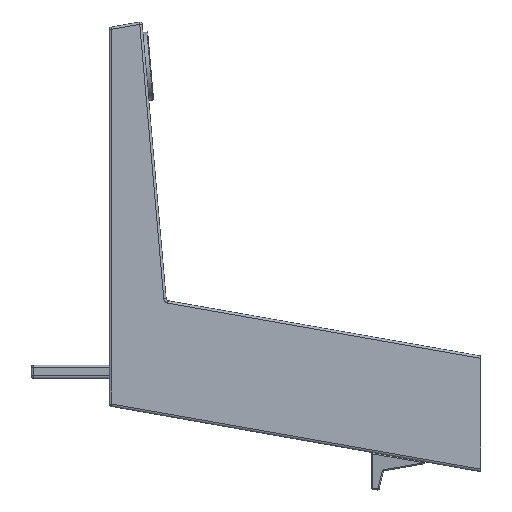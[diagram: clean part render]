
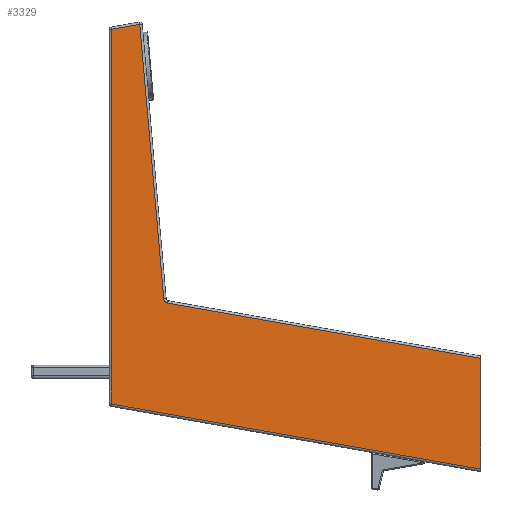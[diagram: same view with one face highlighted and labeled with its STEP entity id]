
A CAD part, left-side view. The second image highlights one B-rep face of the part: STEP entity #3329.
In plain terms, the highlighted planar face has unit normal (-1, -0.004, 0.022).
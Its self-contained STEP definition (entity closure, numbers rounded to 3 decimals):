
#5 = EDGE_CURVE ( 'NONE', #3033, #1642, #79, .T. ) ;
#79 = LINE ( 'NONE', #833, #2757 ) ;
#235 = CARTESIAN_POINT ( 'NONE',  ( -24.977, 153.996, 4.076 ) ) ;
#285 = PLANE ( 'NONE',  #1576 ) ;
#464 = VECTOR ( 'NONE', #906, 1000. ) ;
#492 = FACE_OUTER_BOUND ( 'NONE', #3542, .T. ) ;
#715 = ORIENTED_EDGE ( 'NONE', *, *, #4564, .T. ) ;
#832 = VECTOR ( 'NONE', #1276, 1000. ) ;
#833 = CARTESIAN_POINT ( 'NONE',  ( -24.977, 77.322, -9.444 ) ) ;
#901 = EDGE_CURVE ( 'NONE', #3028, #3033, #3751, .T. ) ;
#906 = DIRECTION ( 'NONE',  ( -0.008, 0.985, -0.174 ) ) ;
#1001 = CARTESIAN_POINT ( 'NONE',  ( -21.421, 142.197, 162.348 ) ) ;
#1028 = CARTESIAN_POINT ( 'NONE',  ( -24.977, 0., -23.078 ) ) ;
#1130 = DIRECTION ( 'NONE',  ( 0.022, 0., 1. ) ) ;
#1276 = DIRECTION ( 'NONE',  ( 0., 0.985, 0.174 ) ) ;
#1344 = DIRECTION ( 'NONE',  ( 0., -0.985, -0.174 ) ) ;
#1349 = CARTESIAN_POINT ( 'NONE',  ( -23.919, 132.188, 47.937 ) ) ;
#1424 = LINE ( 'NONE', #2931, #464 ) ;
#1425 = EDGE_CURVE ( 'NONE', #2837, #2976, #3519, .T. ) ;
#1576 = AXIS2_PLACEMENT_3D ( 'NONE', #4714, #4759, #3220 ) ;
#1642 = VERTEX_POINT ( 'NONE', #1028 ) ;
#1645 = CARTESIAN_POINT ( 'NONE',  ( -23.245, 153.996, 82.171 ) ) ;
#2297 = ORIENTED_EDGE ( 'NONE', *, *, #4416, .T. ) ;
#2498 = DIRECTION ( 'NONE',  ( -0.022, 0., -1. ) ) ;
#2719 = CARTESIAN_POINT ( 'NONE',  ( -23.952, 130.542, 46.142 ) ) ;
#2757 = VECTOR ( 'NONE', #1344, 1000. ) ;
#2837 = VERTEX_POINT ( 'NONE', #1349 ) ;
#2931 = CARTESIAN_POINT ( 'NONE',  ( -21.467, 148.097, 161.308 ) ) ;
#2944 = LINE ( 'NONE', #4648, #832 ) ;
#2976 = VERTEX_POINT ( 'NONE', #1001 ) ;
#3028 = VERTEX_POINT ( 'NONE', #3912 ) ;
#3033 = VERTEX_POINT ( 'NONE', #235 ) ;
#3143 = CARTESIAN_POINT ( 'NONE',  ( -23.952, 131.187, 46.256 ) ) ;
#3220 = DIRECTION ( 'NONE',  ( 0.004, -1., 0. ) ) ;
#3271 = B_SPLINE_CURVE_WITH_KNOTS ( 'NONE', 4,
 ( #2719, #3143, #3955, #4381, #3557 ),
 .UNSPECIFIED., .F., .F.,
 ( 5, 5 ),
 ( -8.49, -5.563 ),
 .UNSPECIFIED. ) ;
#3309 = CARTESIAN_POINT ( 'NONE',  ( -23.919, 132.188, 47.937 ) ) ;
#3329 = ADVANCED_FACE ( 'NONE', ( #492 ), #285, .T. ) ;
#3380 = CARTESIAN_POINT ( 'NONE',  ( -21.421, 142.197, 162.348 ) ) ;
#3409 = VERTEX_POINT ( 'NONE', #3531 ) ;
#3412 = CARTESIAN_POINT ( 'NONE',  ( -23.952, 0., 23.124 ) ) ;
#3442 = EDGE_CURVE ( 'NONE', #1642, #3545, #3524, .T. ) ;
#3519 = B_SPLINE_CURVE_WITH_KNOTS ( 'NONE', 1,
 ( #3309, #3380 ),
 .UNSPECIFIED., .F., .F.,
 ( 2, 2 ),
 ( -33.094, 81.781 ),
 .UNSPECIFIED. ) ;
#3524 = LINE ( 'NONE', #4240, #4009 ) ;
#3531 = CARTESIAN_POINT ( 'NONE',  ( -23.952, 130.542, 46.142 ) ) ;
#3542 = EDGE_LOOP ( 'NONE', ( #4410, #715, #2297, #5227, #5206, #4244, #4750 ) ) ;
#3545 = VERTEX_POINT ( 'NONE', #3412 ) ;
#3557 = CARTESIAN_POINT ( 'NONE',  ( -23.919, 132.188, 47.937 ) ) ;
#3751 = LINE ( 'NONE', #1645, #4212 ) ;
#3835 = EDGE_CURVE ( 'NONE', #2976, #3028, #1424, .T. ) ;
#3912 = CARTESIAN_POINT ( 'NONE',  ( -21.513, 153.996, 160.267 ) ) ;
#3955 = CARTESIAN_POINT ( 'NONE',  ( -23.946, 131.786, 46.654 ) ) ;
#4009 = VECTOR ( 'NONE', #1130, 1000. ) ;
#4212 = VECTOR ( 'NONE', #2498, 1000. ) ;
#4240 = CARTESIAN_POINT ( 'NONE',  ( -24.465, 0., 0.023 ) ) ;
#4244 = ORIENTED_EDGE ( 'NONE', *, *, #901, .T. ) ;
#4381 = CARTESIAN_POINT ( 'NONE',  ( -23.933, 132.131, 47.285 ) ) ;
#4410 = ORIENTED_EDGE ( 'NONE', *, *, #3442, .T. ) ;
#4416 = EDGE_CURVE ( 'NONE', #3409, #2837, #3271, .T. ) ;
#4564 = EDGE_CURVE ( 'NONE', #3545, #3409, #2944, .T. ) ;
#4648 = CARTESIAN_POINT ( 'NONE',  ( -23.952, 69.421, 35.365 ) ) ;
#4714 = CARTESIAN_POINT ( 'NONE',  ( -25., 0., -24.116 ) ) ;
#4750 = ORIENTED_EDGE ( 'NONE', *, *, #5, .T. ) ;
#4759 = DIRECTION ( 'NONE',  ( -1., -0.004, 0.022 ) ) ;
#5206 = ORIENTED_EDGE ( 'NONE', *, *, #3835, .T. ) ;
#5227 = ORIENTED_EDGE ( 'NONE', *, *, #1425, .T. ) ;
